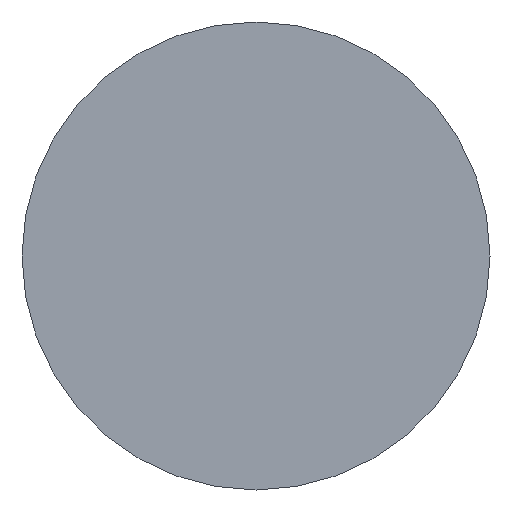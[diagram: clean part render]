
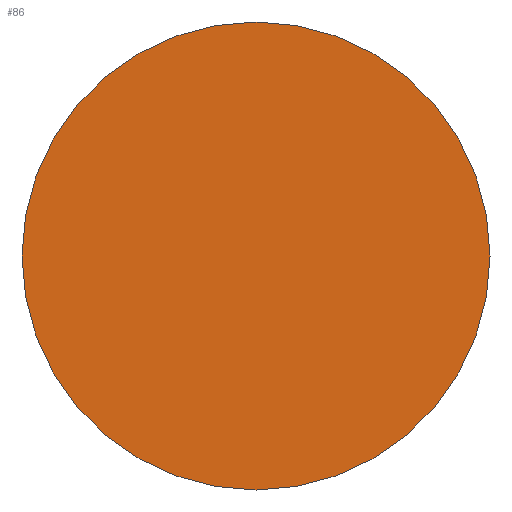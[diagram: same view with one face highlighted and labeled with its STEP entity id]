
A CAD part, front view. The second image highlights one B-rep face of the part: STEP entity #86.
In plain terms, the highlighted planar face has unit normal (0, -1, 0).
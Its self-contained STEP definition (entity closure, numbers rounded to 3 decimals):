
#18=PLANE('',#119);
#23=FACE_OUTER_BOUND('',#29,.T.);
#29=EDGE_LOOP('',(#78,#79));
#40=CIRCLE('',#116,7.);
#41=CIRCLE('',#117,7.);
#48=VERTEX_POINT('',#167);
#49=VERTEX_POINT('',#169);
#58=EDGE_CURVE('',#48,#49,#40,.T.);
#59=EDGE_CURVE('',#49,#48,#41,.T.);
#78=ORIENTED_EDGE('',*,*,#59,.F.);
#79=ORIENTED_EDGE('',*,*,#58,.F.);
#86=ADVANCED_FACE('',(#23),#18,.F.);
#116=AXIS2_PLACEMENT_3D('',#170,#142,#143);
#117=AXIS2_PLACEMENT_3D('',#171,#144,#145);
#119=AXIS2_PLACEMENT_3D('',#173,#148,#149);
#142=DIRECTION('center_axis',(0.,1.,0.));
#143=DIRECTION('ref_axis',(-1.,0.,0.));
#144=DIRECTION('center_axis',(0.,1.,0.));
#145=DIRECTION('ref_axis',(-1.,0.,0.));
#148=DIRECTION('center_axis',(0.,1.,0.));
#149=DIRECTION('ref_axis',(0.,0.,1.));
#167=CARTESIAN_POINT('',(7.,0.,0.));
#169=CARTESIAN_POINT('',(-7.,0.,0.));
#170=CARTESIAN_POINT('Origin',(0.,0.,0.));
#171=CARTESIAN_POINT('Origin',(0.,0.,0.));
#173=CARTESIAN_POINT('Origin',(0.,0.,0.));
